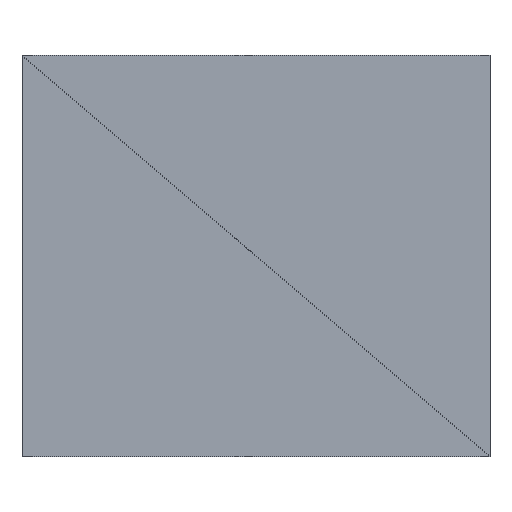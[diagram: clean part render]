
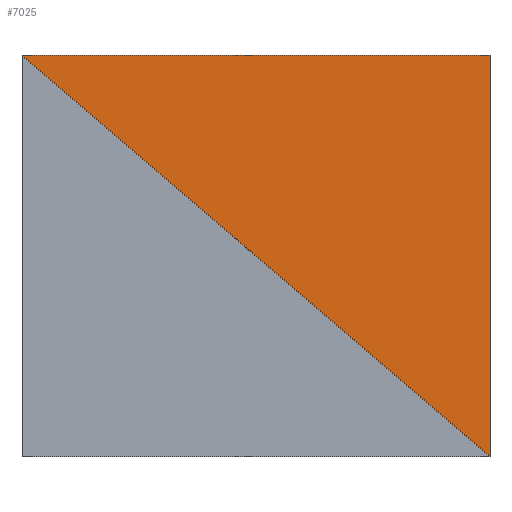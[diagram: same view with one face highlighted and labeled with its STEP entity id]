
A CAD part, left-side view. The second image highlights one B-rep face of the part: STEP entity #7025.
In plain terms, the highlighted planar face has unit normal (-1, 0, 0).
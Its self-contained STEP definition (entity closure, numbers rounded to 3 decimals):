
#3516 = VERTEX_POINT('',#3517);
#3517 = CARTESIAN_POINT('',(47.614,8.3,30.));
#6423 = VERTEX_POINT('',#6424);
#6424 = CARTESIAN_POINT('',(47.614,-26.7,30.));
#6768 = PLANE('',#6769);
#6769 = AXIS2_PLACEMENT_3D('',#6770,#6771,#6772);
#6770 = CARTESIAN_POINT('',(47.933,-9.2,30.));
#6771 = DIRECTION('',(0.,0.,1.));
#6772 = DIRECTION('',(1.,0.,0.));
#6889 = EDGE_CURVE('',#3516,#6423,#6890,.T.);
#6890 = SURFACE_CURVE('',#6891,(#6895,#6902),.PCURVE_S1.);
#6891 = LINE('',#6892,#6893);
#6892 = CARTESIAN_POINT('',(47.614,8.3,30.));
#6893 = VECTOR('',#6894,1.);
#6894 = DIRECTION('',(0.,-1.,0.));
#6895 = PCURVE('',#6768,#6896);
#6896 = DEFINITIONAL_REPRESENTATION('',(#6897),#6901);
#6897 = LINE('',#6898,#6899);
#6898 = CARTESIAN_POINT('',(-0.319,17.5));
#6899 = VECTOR('',#6900,1.);
#6900 = DIRECTION('',(0.,-1.));
#6901 = ( GEOMETRIC_REPRESENTATION_CONTEXT(2) 
PARAMETRIC_REPRESENTATION_CONTEXT() REPRESENTATION_CONTEXT('2D SPACE',''
  ) );
#6902 = PCURVE('',#6903,#6908);
#6903 = PLANE('',#6904);
#6904 = AXIS2_PLACEMENT_3D('',#6905,#6906,#6907);
#6905 = CARTESIAN_POINT('',(47.614,-13.926,
    19.726));
#6906 = DIRECTION('',(-1.,-0.,-0.));
#6907 = DIRECTION('',(0.,0.,-1.));
#6908 = DEFINITIONAL_REPRESENTATION('',(#6909),#6912);
#6909 = B_SPLINE_CURVE_WITH_KNOTS('',1,(#6910,#6911),.UNSPECIFIED.,.F.,
  .F.,(2,2),(0.,35.),.PIECEWISE_BEZIER_KNOTS.);
#6910 = CARTESIAN_POINT('',(-10.274,-22.226));
#6911 = CARTESIAN_POINT('',(-10.274,12.774));
#6912 = ( GEOMETRIC_REPRESENTATION_CONTEXT(2) 
PARAMETRIC_REPRESENTATION_CONTEXT() REPRESENTATION_CONTEXT('2D SPACE',''
  ) );
#7025 = ADVANCED_FACE('',(#7026),#6903,.T.);
#7026 = FACE_BOUND('',#7027,.T.);
#7027 = EDGE_LOOP('',(#7028,#7029,#7056));
#7028 = ORIENTED_EDGE('',*,*,#6889,.F.);
#7029 = ORIENTED_EDGE('',*,*,#7030,.F.);
#7030 = EDGE_CURVE('',#7031,#3516,#7033,.T.);
#7031 = VERTEX_POINT('',#7032);
#7032 = CARTESIAN_POINT('',(47.614,-26.7,0.));
#7033 = SURFACE_CURVE('',#7034,(#7038,#7044),.PCURVE_S1.);
#7034 = LINE('',#7035,#7036);
#7035 = CARTESIAN_POINT('',(47.614,-26.7,0.));
#7036 = VECTOR('',#7037,1.);
#7037 = DIRECTION('',(0.,0.759,0.651));
#7038 = PCURVE('',#6903,#7039);
#7039 = DEFINITIONAL_REPRESENTATION('',(#7040),#7043);
#7040 = B_SPLINE_CURVE_WITH_KNOTS('',1,(#7041,#7042),.UNSPECIFIED.,.F.,
  .F.,(2,2),(0.,46.098),.PIECEWISE_BEZIER_KNOTS.);
#7041 = CARTESIAN_POINT('',(19.726,12.774));
#7042 = CARTESIAN_POINT('',(-10.274,-22.226));
#7043 = ( GEOMETRIC_REPRESENTATION_CONTEXT(2) 
PARAMETRIC_REPRESENTATION_CONTEXT() REPRESENTATION_CONTEXT('2D SPACE',''
  ) );
#7044 = PCURVE('',#7045,#7050);
#7045 = PLANE('',#7046);
#7046 = AXIS2_PLACEMENT_3D('',#7047,#7048,#7049);
#7047 = CARTESIAN_POINT('',(47.614,-4.474,
    10.274));
#7048 = DIRECTION('',(-1.,-0.,-0.));
#7049 = DIRECTION('',(0.,0.,-1.));
#7050 = DEFINITIONAL_REPRESENTATION('',(#7051),#7055);
#7051 = LINE('',#7052,#7053);
#7052 = CARTESIAN_POINT('',(10.274,22.226));
#7053 = VECTOR('',#7054,1.);
#7054 = DIRECTION('',(-0.651,-0.759));
#7055 = ( GEOMETRIC_REPRESENTATION_CONTEXT(2) 
PARAMETRIC_REPRESENTATION_CONTEXT() REPRESENTATION_CONTEXT('2D SPACE',''
  ) );
#7056 = ORIENTED_EDGE('',*,*,#7057,.T.);
#7057 = EDGE_CURVE('',#7031,#6423,#7058,.T.);
#7058 = SURFACE_CURVE('',#7059,(#7063,#7070),.PCURVE_S1.);
#7059 = LINE('',#7060,#7061);
#7060 = CARTESIAN_POINT('',(47.614,-26.7,0.));
#7061 = VECTOR('',#7062,1.);
#7062 = DIRECTION('',(0.,0.,1.));
#7063 = PCURVE('',#6903,#7064);
#7064 = DEFINITIONAL_REPRESENTATION('',(#7065),#7069);
#7065 = LINE('',#7066,#7067);
#7066 = CARTESIAN_POINT('',(19.726,12.774));
#7067 = VECTOR('',#7068,1.);
#7068 = DIRECTION('',(-1.,0.));
#7069 = ( GEOMETRIC_REPRESENTATION_CONTEXT(2) 
PARAMETRIC_REPRESENTATION_CONTEXT() REPRESENTATION_CONTEXT('2D SPACE',''
  ) );
#7070 = PCURVE('',#7071,#7076);
#7071 = PLANE('',#7072);
#7072 = AXIS2_PLACEMENT_3D('',#7073,#7074,#7075);
#7073 = CARTESIAN_POINT('',(51.538,-26.7,
    12.424));
#7074 = DIRECTION('',(-0.,-1.,-0.));
#7075 = DIRECTION('',(0.,0.,-1.));
#7076 = DEFINITIONAL_REPRESENTATION('',(#7077),#7080);
#7077 = B_SPLINE_CURVE_WITH_KNOTS('',1,(#7078,#7079),.UNSPECIFIED.,.F.,
  .F.,(2,2),(0.,30.),.PIECEWISE_BEZIER_KNOTS.);
#7078 = CARTESIAN_POINT('',(12.424,-3.924));
#7079 = CARTESIAN_POINT('',(-17.576,-3.924));
#7080 = ( GEOMETRIC_REPRESENTATION_CONTEXT(2) 
PARAMETRIC_REPRESENTATION_CONTEXT() REPRESENTATION_CONTEXT('2D SPACE',''
  ) );
